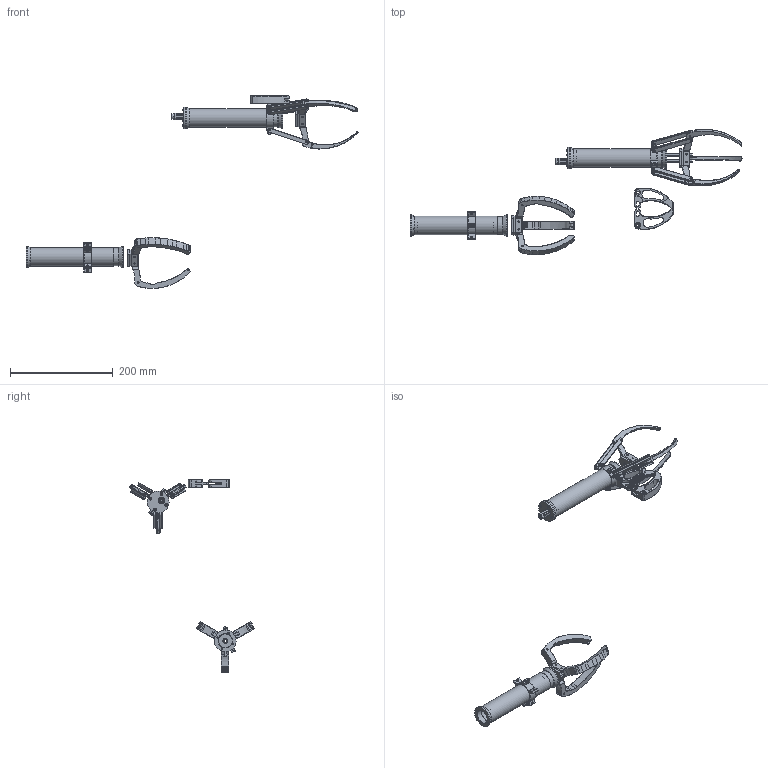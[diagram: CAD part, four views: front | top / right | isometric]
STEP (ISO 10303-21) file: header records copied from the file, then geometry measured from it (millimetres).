
FILE_DESCRIPTION(('FreeCAD Model'),'2;1');
FILE_NAME('Open CASCADE Shape Model','2025-05-03T04:51:59',('FreeCAD'),( 'FreeCAD'),'Open CASCADE STEP processor 7.6','FreeCAD','Unknown');
FILE_SCHEMA(('AUTOMOTIVE_DESIGN { 1 0 10303 214 1 1 1 1 }'));
Length unit declared in the file: millimetre
Products named in the file (1): Open CASCADE STEP translator 7.6 1
Bounding box: 646.33 x 243.71 x 375.3 mm (x, y, z)
Volume: 302045.3 mm3; surface area: 183301.8 mm2
Topology: 33 solids, 33 shells, 3209 faces, 8497 edges, 5315 vertices
Faces by surface type: cylinder 1199, plane 847, bspline 702, torus 267, sphere 102, cone 92
Full cylindrical faces by diameter (mm): 2.35 x44, 2.5 x28, 2.572 x7, 2.75 x36, 2.785 x3, 2.875 x6, 3 x47, 3.087 x6, 3.2 x4, 3.3 x1, 4.8 x1, 4.817 x8, 4.9 x1, 5 x1, 5.05 x1, 5.1 x1, 5.5 x2, 5.7 x4, 7 x1, 9.55 x2, 10.001 x2, 10.25 x2, 10.55 x4, 11 x1, 24.43 x2, 26.92 x3, 26.97 x2, 33 x2, 35 x2, 36 x4
Entity records: 112527 total; most frequent: CARTESIAN_POINT 35166, ORIENTED_EDGE 16900, DIRECTION 16064, EDGE_CURVE 8450, AXIS2_PLACEMENT_3D 6324, VERTEX_POINT 5315, LINE 3416, VECTOR 3416
